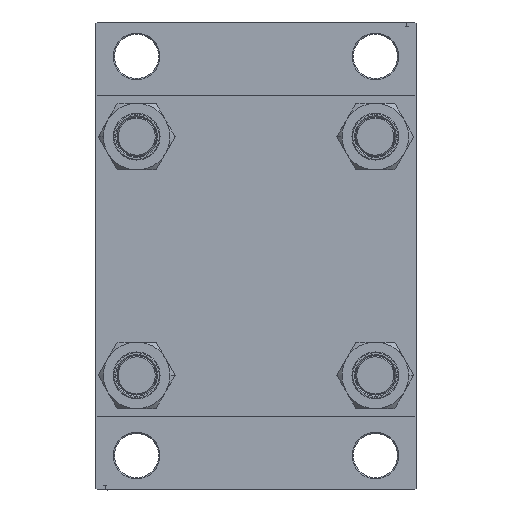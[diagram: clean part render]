
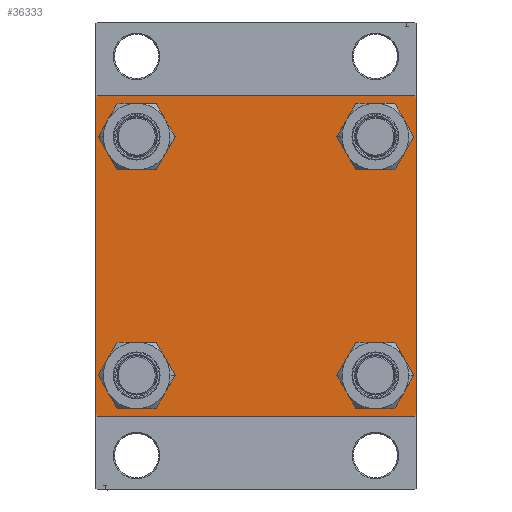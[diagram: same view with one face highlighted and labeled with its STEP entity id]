
A CAD part, left-side view. The second image highlights one B-rep face of the part: STEP entity #36333.
In plain terms, the highlighted planar face has unit normal (-1, 0, 0).
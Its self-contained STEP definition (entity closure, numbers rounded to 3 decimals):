
#215 = CARTESIAN_POINT ( 'NONE',  ( 0., 48.45, 48.45 ) ) ;
#256 = CARTESIAN_POINT ( 'NONE',  ( 0., 64.5, 65. ) ) ;
#261 = PLANE ( 'NONE',  #35785 ) ;
#786 = ORIENTED_EDGE ( 'NONE', *, *, #21409, .F. ) ;
#973 = EDGE_LOOP ( 'NONE', ( #23994, #4523 ) ) ;
#1049 = CARTESIAN_POINT ( 'NONE',  ( 0., 65., 64.5 ) ) ;
#1291 = EDGE_LOOP ( 'NONE', ( #45209, #28638 ) ) ;
#2384 = CARTESIAN_POINT ( 'NONE',  ( 0., -65., -64.5 ) ) ;
#2645 = AXIS2_PLACEMENT_3D ( 'NONE', #34947, #23935, #39562 ) ;
#2749 = EDGE_LOOP ( 'NONE', ( #14010, #6377 ) ) ;
#3117 = CARTESIAN_POINT ( 'NONE',  ( 0., -65., 65. ) ) ;
#3463 = CIRCLE ( 'NONE', #8149, 8.5 ) ;
#4064 = DIRECTION ( 'NONE',  ( 1., 0., 0. ) ) ;
#4416 = VERTEX_POINT ( 'NONE', #38689 ) ;
#4523 = ORIENTED_EDGE ( 'NONE', *, *, #46352, .T. ) ;
#4899 = ORIENTED_EDGE ( 'NONE', *, *, #26245, .F. ) ;
#5005 = CIRCLE ( 'NONE', #2645, 8.5 ) ;
#5218 = DIRECTION ( 'NONE',  ( 1., 0., 0. ) ) ;
#5357 = EDGE_LOOP ( 'NONE', ( #15532, #46693 ) ) ;
#5904 = VECTOR ( 'NONE', #29772, 1000. ) ;
#6377 = ORIENTED_EDGE ( 'NONE', *, *, #15280, .T. ) ;
#6890 = CARTESIAN_POINT ( 'NONE',  ( 0., 0., 0. ) ) ;
#8131 = CARTESIAN_POINT ( 'NONE',  ( 0., 64.75, 64.75 ) ) ;
#8149 = AXIS2_PLACEMENT_3D ( 'NONE', #9852, #20835, #42840 ) ;
#8412 = CARTESIAN_POINT ( 'NONE',  ( 0., 64.75, -64.75 ) ) ;
#8822 = VERTEX_POINT ( 'NONE', #26723 ) ;
#8924 = EDGE_CURVE ( 'NONE', #40397, #17569, #3463, .T. ) ;
#9309 = DIRECTION ( 'NONE',  ( 0., 0., 1. ) ) ;
#9385 = VERTEX_POINT ( 'NONE', #40199 ) ;
#9852 = CARTESIAN_POINT ( 'NONE',  ( 0., -48.45, -48.45 ) ) ;
#10020 = VECTOR ( 'NONE', #27658, 1000. ) ;
#10184 = VERTEX_POINT ( 'NONE', #12955 ) ;
#10520 = CIRCLE ( 'NONE', #37824, 8.5 ) ;
#10551 = FACE_BOUND ( 'NONE', #973, .T. ) ;
#11068 = EDGE_CURVE ( 'NONE', #17569, #40397, #10520, .T. ) ;
#11544 = CARTESIAN_POINT ( 'NONE',  ( 0., 65., -64.5 ) ) ;
#12045 = AXIS2_PLACEMENT_3D ( 'NONE', #42300, #42778, #9309 ) ;
#12162 = CARTESIAN_POINT ( 'NONE',  ( 0., 64.5, -65. ) ) ;
#12216 = ORIENTED_EDGE ( 'NONE', *, *, #35420, .T. ) ;
#12650 = DIRECTION ( 'NONE',  ( 0., -0.707, 0.707 ) ) ;
#12955 = CARTESIAN_POINT ( 'NONE',  ( 0., 48.45, -39.95 ) ) ;
#13038 = EDGE_CURVE ( 'NONE', #32653, #44375, #5005, .T. ) ;
#13164 = CIRCLE ( 'NONE', #13957, 8.5 ) ;
#13957 = AXIS2_PLACEMENT_3D ( 'NONE', #30227, #4064, #23354 ) ;
#14010 = ORIENTED_EDGE ( 'NONE', *, *, #36940, .T. ) ;
#14916 = CARTESIAN_POINT ( 'NONE',  ( 0., -48.45, 56.95 ) ) ;
#15112 = VERTEX_POINT ( 'NONE', #12162 ) ;
#15193 = DIRECTION ( 'NONE',  ( -1., 0., 0. ) ) ;
#15280 = EDGE_CURVE ( 'NONE', #9385, #10184, #25355, .T. ) ;
#15333 = EDGE_CURVE ( 'NONE', #32196, #15112, #15734, .T. ) ;
#15532 = ORIENTED_EDGE ( 'NONE', *, *, #8924, .T. ) ;
#15734 = LINE ( 'NONE', #8412, #22234 ) ;
#16795 = AXIS2_PLACEMENT_3D ( 'NONE', #45773, #5218, #35027 ) ;
#16894 = VERTEX_POINT ( 'NONE', #2384 ) ;
#17045 = CARTESIAN_POINT ( 'NONE',  ( 0., -64.5, 65. ) ) ;
#17087 = CARTESIAN_POINT ( 'NONE',  ( 0., -48.45, 39.95 ) ) ;
#17569 = VERTEX_POINT ( 'NONE', #37673 ) ;
#18501 = VECTOR ( 'NONE', #24067, 1000. ) ;
#18662 = DIRECTION ( 'NONE',  ( 1., 0., 0. ) ) ;
#19081 = FACE_BOUND ( 'NONE', #1291, .T. ) ;
#19269 = DIRECTION ( 'NONE',  ( 0., -1., 0. ) ) ;
#19383 = CARTESIAN_POINT ( 'NONE',  ( 0., -64.5, -65. ) ) ;
#19516 = DIRECTION ( 'NONE',  ( 0., 0., 1. ) ) ;
#19538 = VERTEX_POINT ( 'NONE', #24757 ) ;
#19828 = VECTOR ( 'NONE', #19269, 1000. ) ;
#19876 = ORIENTED_EDGE ( 'NONE', *, *, #45074, .T. ) ;
#20687 = ORIENTED_EDGE ( 'NONE', *, *, #15333, .T. ) ;
#20835 = DIRECTION ( 'NONE',  ( 1., 0., 0. ) ) ;
#20926 = VERTEX_POINT ( 'NONE', #256 ) ;
#21409 = EDGE_CURVE ( 'NONE', #20926, #26618, #37594, .T. ) ;
#21631 = VERTEX_POINT ( 'NONE', #1049 ) ;
#21694 = LINE ( 'NONE', #3117, #5904 ) ;
#21717 = EDGE_LOOP ( 'NONE', ( #44570, #20687, #12216, #23914, #4899, #24561, #786, #19876 ) ) ;
#22234 = VECTOR ( 'NONE', #27678, 1000. ) ;
#22741 = DIRECTION ( 'NONE',  ( 0., 0., 1. ) ) ;
#22880 = VECTOR ( 'NONE', #45979, 1000. ) ;
#23354 = DIRECTION ( 'NONE',  ( 0., 0., 1. ) ) ;
#23831 = LINE ( 'NONE', #38749, #18501 ) ;
#23914 = ORIENTED_EDGE ( 'NONE', *, *, #34950, .T. ) ;
#23935 = DIRECTION ( 'NONE',  ( 1., 0., 0. ) ) ;
#23994 = ORIENTED_EDGE ( 'NONE', *, *, #13038, .T. ) ;
#24067 = DIRECTION ( 'NONE',  ( 0., 0., -1. ) ) ;
#24523 = AXIS2_PLACEMENT_3D ( 'NONE', #215, #26841, #19516 ) ;
#24561 = ORIENTED_EDGE ( 'NONE', *, *, #40568, .T. ) ;
#24757 = CARTESIAN_POINT ( 'NONE',  ( 0., 48.45, 39.95 ) ) ;
#25355 = CIRCLE ( 'NONE', #16795, 8.5 ) ;
#25450 = CARTESIAN_POINT ( 'NONE',  ( 0., 48.45, 48.45 ) ) ;
#26245 = EDGE_CURVE ( 'NONE', #4416, #16894, #21694, .T. ) ;
#26618 = VERTEX_POINT ( 'NONE', #17045 ) ;
#26723 = CARTESIAN_POINT ( 'NONE',  ( 0., 48.45, 56.95 ) ) ;
#26841 = DIRECTION ( 'NONE',  ( 1., 0., 0. ) ) ;
#27658 = DIRECTION ( 'NONE',  ( 0., -1., 0. ) ) ;
#27678 = DIRECTION ( 'NONE',  ( 0., -0.707, -0.707 ) ) ;
#28638 = ORIENTED_EDGE ( 'NONE', *, *, #46576, .T. ) ;
#28907 = VECTOR ( 'NONE', #36379, 1000. ) ;
#29289 = EDGE_CURVE ( 'NONE', #21631, #32196, #23831, .T. ) ;
#29772 = DIRECTION ( 'NONE',  ( 0., 0., -1. ) ) ;
#30227 = CARTESIAN_POINT ( 'NONE',  ( 0., 48.45, -48.45 ) ) ;
#31699 = CARTESIAN_POINT ( 'NONE',  ( 0., -64.75, -64.75 ) ) ;
#32196 = VERTEX_POINT ( 'NONE', #11544 ) ;
#32653 = VERTEX_POINT ( 'NONE', #14916 ) ;
#32790 = DIRECTION ( 'NONE',  ( 0., 0., 1. ) ) ;
#33109 = CIRCLE ( 'NONE', #12045, 8.5 ) ;
#33326 = CARTESIAN_POINT ( 'NONE',  ( 0., -48.45, -48.45 ) ) ;
#33749 = FACE_BOUND ( 'NONE', #5357, .T. ) ;
#33809 = DIRECTION ( 'NONE',  ( 0., 0., 1. ) ) ;
#34947 = CARTESIAN_POINT ( 'NONE',  ( 0., -48.45, 48.45 ) ) ;
#34950 = EDGE_CURVE ( 'NONE', #41372, #16894, #42926, .T. ) ;
#35027 = DIRECTION ( 'NONE',  ( 0., 0., 1. ) ) ;
#35420 = EDGE_CURVE ( 'NONE', #15112, #41372, #42338, .T. ) ;
#35785 = AXIS2_PLACEMENT_3D ( 'NONE', #6890, #15193, #22741 ) ;
#36333 = ADVANCED_FACE ( 'NONE', ( #10551, #33749, #44498, #19081, #47656 ), #261, .T. ) ;
#36379 = DIRECTION ( 'NONE',  ( 0., 0.707, 0.707 ) ) ;
#36940 = EDGE_CURVE ( 'NONE', #10184, #9385, #13164, .T. ) ;
#37411 = CARTESIAN_POINT ( 'NONE',  ( 0., -48.45, -39.95 ) ) ;
#37594 = LINE ( 'NONE', #38325, #19828 ) ;
#37673 = CARTESIAN_POINT ( 'NONE',  ( 0., -48.45, -56.95 ) ) ;
#37824 = AXIS2_PLACEMENT_3D ( 'NONE', #33326, #18662, #33809 ) ;
#38325 = CARTESIAN_POINT ( 'NONE',  ( 0., 65., 65. ) ) ;
#38558 = AXIS2_PLACEMENT_3D ( 'NONE', #25450, #40367, #32790 ) ;
#38675 = CARTESIAN_POINT ( 'NONE',  ( 0., 65., -65. ) ) ;
#38689 = CARTESIAN_POINT ( 'NONE',  ( 0., -65., 64.5 ) ) ;
#38749 = CARTESIAN_POINT ( 'NONE',  ( 0., 65., 65. ) ) ;
#39562 = DIRECTION ( 'NONE',  ( 0., 0., 1. ) ) ;
#40199 = CARTESIAN_POINT ( 'NONE',  ( 0., 48.45, -56.95 ) ) ;
#40367 = DIRECTION ( 'NONE',  ( 1., 0., 0. ) ) ;
#40397 = VERTEX_POINT ( 'NONE', #37411 ) ;
#40568 = EDGE_CURVE ( 'NONE', #4416, #26618, #47364, .T. ) ;
#41372 = VERTEX_POINT ( 'NONE', #19383 ) ;
#41844 = LINE ( 'NONE', #8131, #22880 ) ;
#42300 = CARTESIAN_POINT ( 'NONE',  ( 0., -48.45, 48.45 ) ) ;
#42338 = LINE ( 'NONE', #38675, #10020 ) ;
#42778 = DIRECTION ( 'NONE',  ( 1., 0., 0. ) ) ;
#42840 = DIRECTION ( 'NONE',  ( 0., 0., 1. ) ) ;
#42926 = LINE ( 'NONE', #31699, #45077 ) ;
#43479 = CARTESIAN_POINT ( 'NONE',  ( 0., -64.75, 64.75 ) ) ;
#44375 = VERTEX_POINT ( 'NONE', #17087 ) ;
#44498 = FACE_BOUND ( 'NONE', #2749, .T. ) ;
#44570 = ORIENTED_EDGE ( 'NONE', *, *, #29289, .T. ) ;
#45074 = EDGE_CURVE ( 'NONE', #20926, #21631, #41844, .T. ) ;
#45077 = VECTOR ( 'NONE', #12650, 1000. ) ;
#45209 = ORIENTED_EDGE ( 'NONE', *, *, #46096, .T. ) ;
#45773 = CARTESIAN_POINT ( 'NONE',  ( 0., 48.45, -48.45 ) ) ;
#45979 = DIRECTION ( 'NONE',  ( 0., 0.707, -0.707 ) ) ;
#46096 = EDGE_CURVE ( 'NONE', #8822, #19538, #47876, .T. ) ;
#46352 = EDGE_CURVE ( 'NONE', #44375, #32653, #33109, .T. ) ;
#46355 = CIRCLE ( 'NONE', #24523, 8.5 ) ;
#46576 = EDGE_CURVE ( 'NONE', #19538, #8822, #46355, .T. ) ;
#46693 = ORIENTED_EDGE ( 'NONE', *, *, #11068, .T. ) ;
#47364 = LINE ( 'NONE', #43479, #28907 ) ;
#47656 = FACE_OUTER_BOUND ( 'NONE', #21717, .T. ) ;
#47876 = CIRCLE ( 'NONE', #38558, 8.5 ) ;
